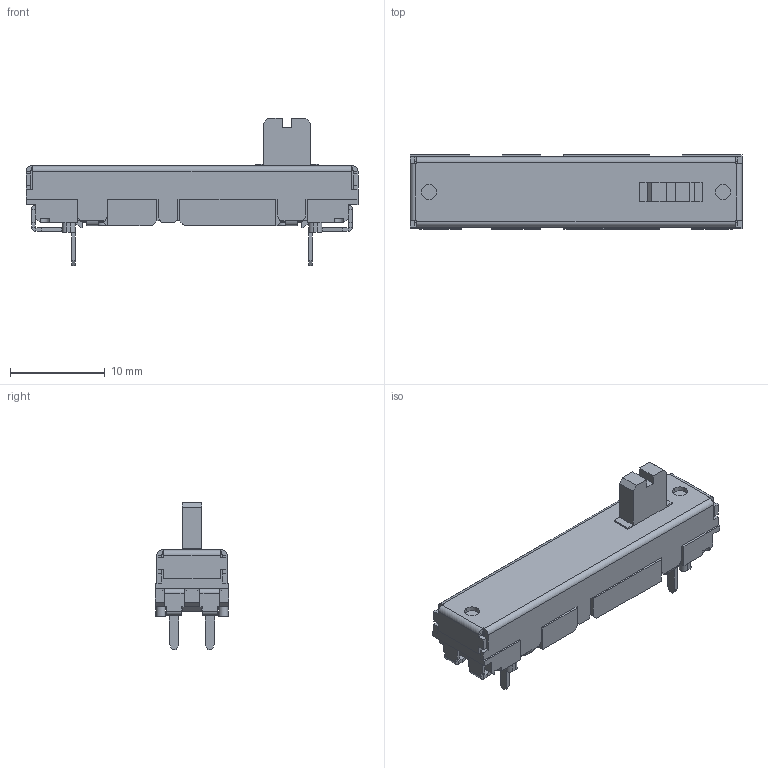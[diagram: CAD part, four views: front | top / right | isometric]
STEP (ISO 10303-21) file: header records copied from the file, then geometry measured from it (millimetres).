
FILE_DESCRIPTION (( 'STEP AP214' ), '1' );
FILE_NAME ('RS201111J011.STEP', '2012-02-07T03:51:41', ( '' ), ( '' ), 'SwSTEP 2.0', 'SolidWorks 2010', '' );
FILE_SCHEMA (( 'AUTOMOTIVE_DESIGN' ));
Length unit declared in the file: millimetre
Products named in the file (1): RS201111J011
Bounding box: 35 x 7.8 x 15.5 mm (x, y, z)
Volume: 1562.8 mm3; surface area: 1328.3 mm2
Topology: 1 solids, 1 shells, 470 faces, 1229 edges, 768 vertices
Faces by surface type: plane 406, cylinder 56, bspline 8
Entity records: 19253 total; most frequent: CARTESIAN_POINT 2624, ORIENTED_EDGE 2458, DIRECTION 2235, EDGE_CURVE 1229, LINE 1077, VECTOR 1077, VERTEX_POINT 768, AXIS2_PLACEMENT_3D 579
